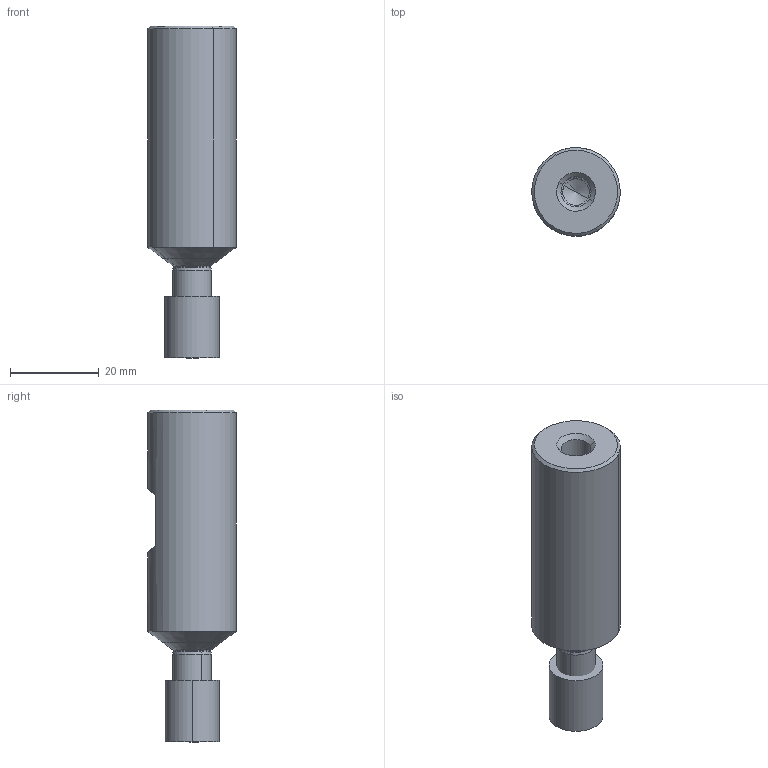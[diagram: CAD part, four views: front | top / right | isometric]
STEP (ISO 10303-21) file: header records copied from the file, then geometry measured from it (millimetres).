
FILE_DESCRIPTION((''),'2;1');
FILE_NAME('MTED12_2-1-W20-14','2019-09-03T',('thielmann'),(''),'CREO PARAMETRIC BY PTC INC, 2017020','CREO PARAMETRIC BY PTC INC, 2017020','');
FILE_SCHEMA(('AUTOMOTIVE_DESIGN { 1 0 10303 214 1 1 1 1 }'));
Length unit declared in the file: millimetre
Products named in the file (3): NOCUT; CUT; MTED12_2-1-W20-14
Assembly tree (2 placements, depth 2):
  MTED12_2-1-W20-14
    NOCUT
    CUT
Bounding box: 19.99 x 20 x 75 mm (x, y, z)
Volume: 17614.4 mm3; surface area: 6010.6 mm2
Topology: 2 solids, 2 shells, 48 faces, 117 edges, 78 vertices
Faces by surface type: cone 23, cylinder 14, plane 7, torus 4
Entity records: 2234 total; most frequent: CARTESIAN_POINT 281, DIRECTION 278, ORIENTED_EDGE 206, PRESENTATION_STYLE_ASSIGNMENT 160, STYLED_ITEM 120, CURVE_STYLE 118, AXIS2_PLACEMENT_3D 115, EDGE_CURVE 103
